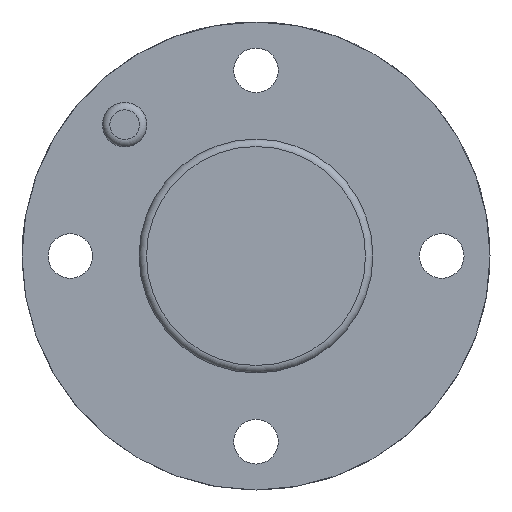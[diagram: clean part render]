
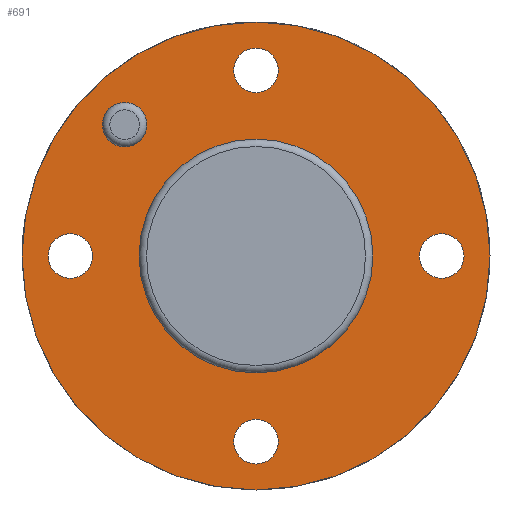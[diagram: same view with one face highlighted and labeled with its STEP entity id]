
A CAD part, front view. The second image highlights one B-rep face of the part: STEP entity #691.
In plain terms, the highlighted planar face has unit normal (0, -1, 0).
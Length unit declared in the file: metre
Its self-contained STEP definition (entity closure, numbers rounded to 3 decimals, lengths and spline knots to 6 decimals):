
#382=CARTESIAN_POINT('',(-0.0315,0.0,0.));
#383=VERTEX_POINT('',#382);
#384=CARTESIAN_POINT('',(0.0,0.0,0.0));
#385=DIRECTION('',(0.0,1.0,0.0));
#386=DIRECTION('',(1.0,0.0,0.0));
#387=AXIS2_PLACEMENT_3D('',#384,#385,#386);
#388=CIRCLE('',#387,0.0315);
#389=EDGE_CURVE('',#383,#383,#388,.T.);
#535=CARTESIAN_POINT('',(-0.017678,0.0,0.020678));
#536=VERTEX_POINT('',#535);
#537=CARTESIAN_POINT('',(-0.017678,0.0,0.017678));
#538=DIRECTION('',(0.0,1.0,0.0));
#539=DIRECTION('',(0.0,0.0,-1.0));
#540=AXIS2_PLACEMENT_3D('',#537,#538,#539);
#541=CIRCLE('',#540,0.003);
#542=EDGE_CURVE('',#536,#536,#541,.T.);
#609=CARTESIAN_POINT('',(0.,0.0,0.01574));
#610=VERTEX_POINT('',#609);
#611=CARTESIAN_POINT('',(0.0,0.0,0.0));
#612=DIRECTION('',(0.0,1.0,0.0));
#613=DIRECTION('',(0.0,0.0,-1.0));
#614=AXIS2_PLACEMENT_3D('',#611,#612,#613);
#615=CIRCLE('',#614,0.01574);
#616=EDGE_CURVE('',#610,#610,#615,.T.);
#633=CARTESIAN_POINT('',(0.,0.0,0.0));
#634=DIRECTION('',(0.0,1.0,0.0));
#635=DIRECTION('',(0.0,0.0,1.0));
#636=AXIS2_PLACEMENT_3D('',#633,#634,#635);
#637=PLANE('',#636);
#638=ORIENTED_EDGE('',*,*,#389,.F.);
#639=EDGE_LOOP('',(#638));
#640=FACE_OUTER_BOUND('',#639,.T.);
#641=CARTESIAN_POINT('',(0.025,0.0,0.003));
#642=VERTEX_POINT('',#641);
#643=CARTESIAN_POINT('',(0.025,0.0,0.));
#644=DIRECTION('',(0.0,-1.0,0.0));
#645=DIRECTION('',(0.0,0.0,-1.0));
#646=AXIS2_PLACEMENT_3D('',#643,#644,#645);
#647=CIRCLE('',#646,0.003);
#648=EDGE_CURVE('',#642,#642,#647,.T.);
#649=ORIENTED_EDGE('',*,*,#648,.F.);
#650=EDGE_LOOP('',(#649));
#651=FACE_BOUND('',#650,.T.);
#652=ORIENTED_EDGE('',*,*,#542,.T.);
#653=EDGE_LOOP('',(#652));
#654=FACE_BOUND('',#653,.T.);
#655=ORIENTED_EDGE('',*,*,#616,.T.);
#656=EDGE_LOOP('',(#655));
#657=FACE_BOUND('',#656,.T.);
#658=CARTESIAN_POINT('',(0.003,0.0,-0.025));
#659=VERTEX_POINT('',#658);
#660=CARTESIAN_POINT('',(0.,0.0,-0.025));
#661=DIRECTION('',(0.0,-1.0,0.0));
#662=DIRECTION('',(-1.0,0.0,0.0));
#663=AXIS2_PLACEMENT_3D('',#660,#661,#662);
#664=CIRCLE('',#663,0.003);
#665=EDGE_CURVE('',#659,#659,#664,.T.);
#666=ORIENTED_EDGE('',*,*,#665,.F.);
#667=EDGE_LOOP('',(#666));
#668=FACE_BOUND('',#667,.T.);
#669=CARTESIAN_POINT('',(-0.003,0.0,0.025));
#670=VERTEX_POINT('',#669);
#671=CARTESIAN_POINT('',(0.,0.0,0.025));
#672=DIRECTION('',(0.0,-1.0,0.0));
#673=DIRECTION('',(1.0,0.0,0.0));
#674=AXIS2_PLACEMENT_3D('',#671,#672,#673);
#675=CIRCLE('',#674,0.003);
#676=EDGE_CURVE('',#670,#670,#675,.T.);
#677=ORIENTED_EDGE('',*,*,#676,.F.);
#678=EDGE_LOOP('',(#677));
#679=FACE_BOUND('',#678,.T.);
#680=CARTESIAN_POINT('',(-0.025,0.0,-0.003));
#681=VERTEX_POINT('',#680);
#682=CARTESIAN_POINT('',(-0.025,0.0,0.0));
#683=DIRECTION('',(0.0,1.0,0.0));
#684=DIRECTION('',(0.0,0.0,1.0));
#685=AXIS2_PLACEMENT_3D('',#682,#683,#684);
#686=CIRCLE('',#685,0.003);
#687=EDGE_CURVE('',#681,#681,#686,.T.);
#688=ORIENTED_EDGE('',*,*,#687,.T.);
#689=EDGE_LOOP('',(#688));
#690=FACE_BOUND('',#689,.T.);
#691=ADVANCED_FACE('',(#640,#651,#654,#657,#668,#679,#690),#637,.F.);
